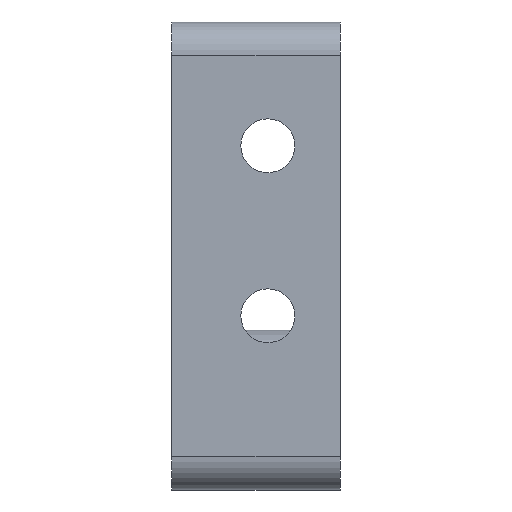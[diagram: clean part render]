
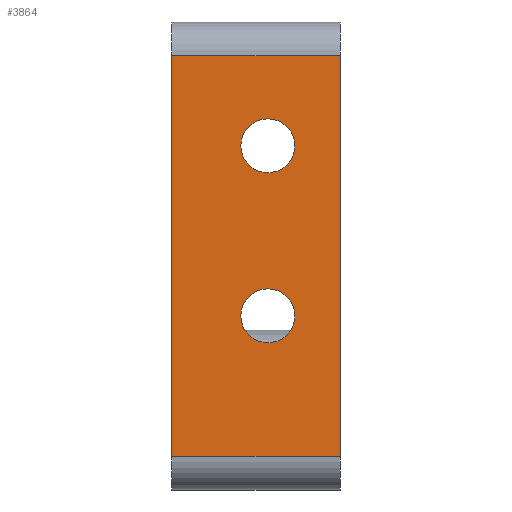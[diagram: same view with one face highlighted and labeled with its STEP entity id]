
A CAD part, front view. The second image highlights one B-rep face of the part: STEP entity #3864.
In plain terms, the highlighted planar face has unit normal (0, -1, 0).
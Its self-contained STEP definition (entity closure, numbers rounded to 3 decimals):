
#32 = PLANE('',#33);
#33 = AXIS2_PLACEMENT_3D('',#34,#35,#36);
#34 = CARTESIAN_POINT('',(-40.3,0.,0.));
#35 = DIRECTION('',(1.,0.,0.));
#36 = DIRECTION('',(0.,0.,-1.));
#597 = VERTEX_POINT('',#598);
#598 = CARTESIAN_POINT('',(-40.3,-28.9,11.9));
#613 = CYLINDRICAL_SURFACE('',#614,2.);
#614 = AXIS2_PLACEMENT_3D('',#615,#616,#617);
#615 = CARTESIAN_POINT('',(-40.3,-26.9,11.9));
#616 = DIRECTION('',(-1.,0.,0.));
#617 = DIRECTION('',(0.,0.,1.));
#625 = EDGE_CURVE('',#597,#626,#628,.T.);
#626 = VERTEX_POINT('',#627);
#627 = CARTESIAN_POINT('',(-40.3,-28.9,-11.9));
#628 = SURFACE_CURVE('',#629,(#633,#640),.PCURVE_S1.);
#629 = LINE('',#630,#631);
#630 = CARTESIAN_POINT('',(-40.3,-28.9,13.9));
#631 = VECTOR('',#632,1.);
#632 = DIRECTION('',(0.,0.,-1.));
#633 = PCURVE('',#32,#634);
#634 = DEFINITIONAL_REPRESENTATION('',(#635),#639);
#635 = LINE('',#636,#637);
#636 = CARTESIAN_POINT('',(-13.9,-28.9));
#637 = VECTOR('',#638,1.);
#638 = DIRECTION('',(1.,0.));
#639 = ( GEOMETRIC_REPRESENTATION_CONTEXT(2) 
PARAMETRIC_REPRESENTATION_CONTEXT() REPRESENTATION_CONTEXT('2D SPACE',''
  ) );
#640 = PCURVE('',#641,#646);
#641 = PLANE('',#642);
#642 = AXIS2_PLACEMENT_3D('',#643,#644,#645);
#643 = CARTESIAN_POINT('',(-40.3,-28.9,13.9));
#644 = DIRECTION('',(0.,-1.,0.));
#645 = DIRECTION('',(0.,0.,-1.));
#646 = DEFINITIONAL_REPRESENTATION('',(#647),#651);
#647 = LINE('',#648,#649);
#648 = CARTESIAN_POINT('',(-0.,0.));
#649 = VECTOR('',#650,1.);
#650 = DIRECTION('',(1.,0.));
#651 = ( GEOMETRIC_REPRESENTATION_CONTEXT(2) 
PARAMETRIC_REPRESENTATION_CONTEXT() REPRESENTATION_CONTEXT('2D SPACE',''
  ) );
#670 = CYLINDRICAL_SURFACE('',#671,2.);
#671 = AXIS2_PLACEMENT_3D('',#672,#673,#674);
#672 = CARTESIAN_POINT('',(-40.3,-26.9,-11.9));
#673 = DIRECTION('',(-1.,0.,0.));
#674 = DIRECTION('',(0.,-1.,0.));
#1319 = PLANE('',#1320);
#1320 = AXIS2_PLACEMENT_3D('',#1321,#1322,#1323);
#1321 = CARTESIAN_POINT('',(-50.3,0.,0.));
#1322 = DIRECTION('',(1.,0.,0.));
#1323 = DIRECTION('',(0.,0.,-1.));
#3700 = EDGE_CURVE('',#597,#3701,#3703,.T.);
#3701 = VERTEX_POINT('',#3702);
#3702 = CARTESIAN_POINT('',(-50.3,-28.9,11.9));
#3703 = SURFACE_CURVE('',#3704,(#3708,#3715),.PCURVE_S1.);
#3704 = LINE('',#3705,#3706);
#3705 = CARTESIAN_POINT('',(-40.3,-28.9,11.9));
#3706 = VECTOR('',#3707,1.);
#3707 = DIRECTION('',(-1.,0.,0.));
#3708 = PCURVE('',#613,#3709);
#3709 = DEFINITIONAL_REPRESENTATION('',(#3710),#3714);
#3710 = LINE('',#3711,#3712);
#3711 = CARTESIAN_POINT('',(-1.571,0.));
#3712 = VECTOR('',#3713,1.);
#3713 = DIRECTION('',(-0.,1.));
#3714 = ( GEOMETRIC_REPRESENTATION_CONTEXT(2) 
PARAMETRIC_REPRESENTATION_CONTEXT() REPRESENTATION_CONTEXT('2D SPACE',''
  ) );
#3715 = PCURVE('',#641,#3716);
#3716 = DEFINITIONAL_REPRESENTATION('',(#3717),#3721);
#3717 = LINE('',#3718,#3719);
#3718 = CARTESIAN_POINT('',(2.,0.));
#3719 = VECTOR('',#3720,1.);
#3720 = DIRECTION('',(0.,-1.));
#3721 = ( GEOMETRIC_REPRESENTATION_CONTEXT(2) 
PARAMETRIC_REPRESENTATION_CONTEXT() REPRESENTATION_CONTEXT('2D SPACE',''
  ) );
#3864 = ADVANCED_FACE('',(#3865,#3913,#3944),#641,.T.);
#3865 = FACE_BOUND('',#3866,.T.);
#3866 = EDGE_LOOP('',(#3867,#3868,#3869,#3892));
#3867 = ORIENTED_EDGE('',*,*,#625,.F.);
#3868 = ORIENTED_EDGE('',*,*,#3700,.T.);
#3869 = ORIENTED_EDGE('',*,*,#3870,.T.);
#3870 = EDGE_CURVE('',#3701,#3871,#3873,.T.);
#3871 = VERTEX_POINT('',#3872);
#3872 = CARTESIAN_POINT('',(-50.3,-28.9,-11.9));
#3873 = SURFACE_CURVE('',#3874,(#3878,#3885),.PCURVE_S1.);
#3874 = LINE('',#3875,#3876);
#3875 = CARTESIAN_POINT('',(-50.3,-28.9,13.9));
#3876 = VECTOR('',#3877,1.);
#3877 = DIRECTION('',(0.,0.,-1.));
#3878 = PCURVE('',#641,#3879);
#3879 = DEFINITIONAL_REPRESENTATION('',(#3880),#3884);
#3880 = LINE('',#3881,#3882);
#3881 = CARTESIAN_POINT('',(0.,-10.));
#3882 = VECTOR('',#3883,1.);
#3883 = DIRECTION('',(1.,0.));
#3884 = ( GEOMETRIC_REPRESENTATION_CONTEXT(2) 
PARAMETRIC_REPRESENTATION_CONTEXT() REPRESENTATION_CONTEXT('2D SPACE',''
  ) );
#3885 = PCURVE('',#1319,#3886);
#3886 = DEFINITIONAL_REPRESENTATION('',(#3887),#3891);
#3887 = LINE('',#3888,#3889);
#3888 = CARTESIAN_POINT('',(-13.9,-28.9));
#3889 = VECTOR('',#3890,1.);
#3890 = DIRECTION('',(1.,0.));
#3891 = ( GEOMETRIC_REPRESENTATION_CONTEXT(2) 
PARAMETRIC_REPRESENTATION_CONTEXT() REPRESENTATION_CONTEXT('2D SPACE',''
  ) );
#3892 = ORIENTED_EDGE('',*,*,#3893,.F.);
#3893 = EDGE_CURVE('',#626,#3871,#3894,.T.);
#3894 = SURFACE_CURVE('',#3895,(#3899,#3906),.PCURVE_S1.);
#3895 = LINE('',#3896,#3897);
#3896 = CARTESIAN_POINT('',(-40.3,-28.9,-11.9));
#3897 = VECTOR('',#3898,1.);
#3898 = DIRECTION('',(-1.,0.,0.));
#3899 = PCURVE('',#641,#3900);
#3900 = DEFINITIONAL_REPRESENTATION('',(#3901),#3905);
#3901 = LINE('',#3902,#3903);
#3902 = CARTESIAN_POINT('',(25.8,0.));
#3903 = VECTOR('',#3904,1.);
#3904 = DIRECTION('',(0.,-1.));
#3905 = ( GEOMETRIC_REPRESENTATION_CONTEXT(2) 
PARAMETRIC_REPRESENTATION_CONTEXT() REPRESENTATION_CONTEXT('2D SPACE',''
  ) );
#3906 = PCURVE('',#670,#3907);
#3907 = DEFINITIONAL_REPRESENTATION('',(#3908),#3912);
#3908 = LINE('',#3909,#3910);
#3909 = CARTESIAN_POINT('',(-0.,0.));
#3910 = VECTOR('',#3911,1.);
#3911 = DIRECTION('',(-0.,1.));
#3912 = ( GEOMETRIC_REPRESENTATION_CONTEXT(2) 
PARAMETRIC_REPRESENTATION_CONTEXT() REPRESENTATION_CONTEXT('2D SPACE',''
  ) );
#3913 = FACE_BOUND('',#3914,.T.);
#3914 = EDGE_LOOP('',(#3915));
#3915 = ORIENTED_EDGE('',*,*,#3916,.F.);
#3916 = EDGE_CURVE('',#3917,#3917,#3919,.T.);
#3917 = VERTEX_POINT('',#3918);
#3918 = CARTESIAN_POINT('',(-46.2,-28.9,-3.55));
#3919 = SURFACE_CURVE('',#3920,(#3925,#3932),.PCURVE_S1.);
#3920 = CIRCLE('',#3921,1.6);
#3921 = AXIS2_PLACEMENT_3D('',#3922,#3923,#3924);
#3922 = CARTESIAN_POINT('',(-44.6,-28.9,-3.55));
#3923 = DIRECTION('',(0.,-1.,0.));
#3924 = DIRECTION('',(-1.,0.,0.));
#3925 = PCURVE('',#641,#3926);
#3926 = DEFINITIONAL_REPRESENTATION('',(#3927),#3931);
#3927 = CIRCLE('',#3928,1.6);
#3928 = AXIS2_PLACEMENT_2D('',#3929,#3930);
#3929 = CARTESIAN_POINT('',(17.45,-4.3));
#3930 = DIRECTION('',(0.,-1.));
#3931 = ( GEOMETRIC_REPRESENTATION_CONTEXT(2) 
PARAMETRIC_REPRESENTATION_CONTEXT() REPRESENTATION_CONTEXT('2D SPACE',''
  ) );
#3932 = PCURVE('',#3933,#3938);
#3933 = CYLINDRICAL_SURFACE('',#3934,1.6);
#3934 = AXIS2_PLACEMENT_3D('',#3935,#3936,#3937);
#3935 = CARTESIAN_POINT('',(-44.6,-30.,-3.55));
#3936 = DIRECTION('',(0.,-1.,0.));
#3937 = DIRECTION('',(-1.,0.,0.));
#3938 = DEFINITIONAL_REPRESENTATION('',(#3939),#3943);
#3939 = LINE('',#3940,#3941);
#3940 = CARTESIAN_POINT('',(-6.283,-1.1));
#3941 = VECTOR('',#3942,1.);
#3942 = DIRECTION('',(1.,-0.));
#3943 = ( GEOMETRIC_REPRESENTATION_CONTEXT(2) 
PARAMETRIC_REPRESENTATION_CONTEXT() REPRESENTATION_CONTEXT('2D SPACE',''
  ) );
#3944 = FACE_BOUND('',#3945,.T.);
#3945 = EDGE_LOOP('',(#3946));
#3946 = ORIENTED_EDGE('',*,*,#3947,.F.);
#3947 = EDGE_CURVE('',#3948,#3948,#3950,.T.);
#3948 = VERTEX_POINT('',#3949);
#3949 = CARTESIAN_POINT('',(-46.2,-28.9,6.55));
#3950 = SURFACE_CURVE('',#3951,(#3956,#3963),.PCURVE_S1.);
#3951 = CIRCLE('',#3952,1.6);
#3952 = AXIS2_PLACEMENT_3D('',#3953,#3954,#3955);
#3953 = CARTESIAN_POINT('',(-44.6,-28.9,6.55));
#3954 = DIRECTION('',(0.,-1.,0.));
#3955 = DIRECTION('',(-1.,0.,0.));
#3956 = PCURVE('',#641,#3957);
#3957 = DEFINITIONAL_REPRESENTATION('',(#3958),#3962);
#3958 = CIRCLE('',#3959,1.6);
#3959 = AXIS2_PLACEMENT_2D('',#3960,#3961);
#3960 = CARTESIAN_POINT('',(7.35,-4.3));
#3961 = DIRECTION('',(0.,-1.));
#3962 = ( GEOMETRIC_REPRESENTATION_CONTEXT(2) 
PARAMETRIC_REPRESENTATION_CONTEXT() REPRESENTATION_CONTEXT('2D SPACE',''
  ) );
#3963 = PCURVE('',#3964,#3969);
#3964 = CYLINDRICAL_SURFACE('',#3965,1.6);
#3965 = AXIS2_PLACEMENT_3D('',#3966,#3967,#3968);
#3966 = CARTESIAN_POINT('',(-44.6,-30.,6.55));
#3967 = DIRECTION('',(0.,-1.,0.));
#3968 = DIRECTION('',(-1.,0.,0.));
#3969 = DEFINITIONAL_REPRESENTATION('',(#3970),#3974);
#3970 = LINE('',#3971,#3972);
#3971 = CARTESIAN_POINT('',(-6.283,-1.1));
#3972 = VECTOR('',#3973,1.);
#3973 = DIRECTION('',(1.,-0.));
#3974 = ( GEOMETRIC_REPRESENTATION_CONTEXT(2) 
PARAMETRIC_REPRESENTATION_CONTEXT() REPRESENTATION_CONTEXT('2D SPACE',''
  ) );
